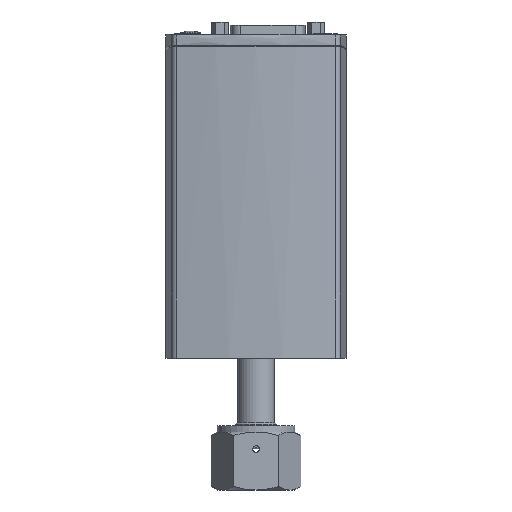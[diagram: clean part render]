
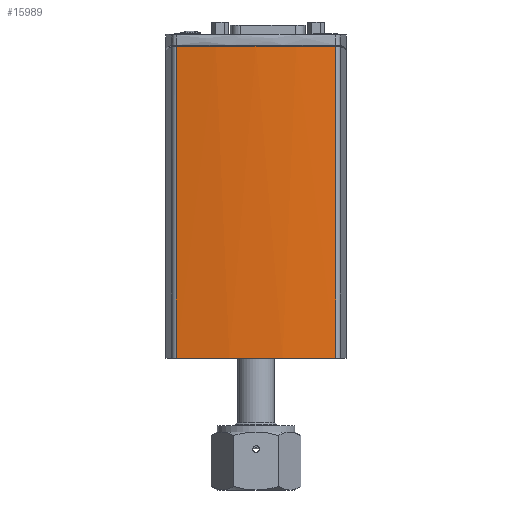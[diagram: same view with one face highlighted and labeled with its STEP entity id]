
A CAD part, left-side view. The second image highlights one B-rep face of the part: STEP entity #15989.
In plain terms, the highlighted cylindrical face has radius 170 mm (diameter 340 mm), a partial arc.
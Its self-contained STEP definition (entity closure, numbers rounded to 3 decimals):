
#560=B_SPLINE_CURVE_WITH_KNOTS('',3,(#30733,#30734,#30735,#30736,#30737,
#30738),.UNSPECIFIED.,.F.,.F.,(4,2,4),(3.561,5.341,
6.145),.UNSPECIFIED.);
#561=B_SPLINE_CURVE_WITH_KNOTS('',3,(#30745,#30746,#30747,#30748,#30749,
#30750),.UNSPECIFIED.,.F.,.F.,(4,2,4),(0.977,1.78,
3.561),.UNSPECIFIED.);
#1406=LINE('',#30740,#2496);
#1407=LINE('',#30744,#2497);
#2496=VECTOR('',#20508,108.186);
#2497=VECTOR('',#20511,108.186);
#3969=FACE_OUTER_BOUND('',#5004,.T.);
#5004=EDGE_LOOP('',(#12366,#12367,#12368,#12369,#12370));
#5864=CIRCLE('',#17298,170.);
#7002=VERTEX_POINT('',#30731);
#7003=VERTEX_POINT('',#30732);
#7004=VERTEX_POINT('',#30739);
#7005=VERTEX_POINT('',#30741);
#7006=VERTEX_POINT('',#30743);
#8878=EDGE_CURVE('',#7002,#7003,#560,.T.);
#8879=EDGE_CURVE('',#7004,#7003,#1406,.T.);
#8880=EDGE_CURVE('',#7005,#7004,#5864,.T.);
#8881=EDGE_CURVE('',#7005,#7006,#1407,.T.);
#8882=EDGE_CURVE('',#7006,#7002,#561,.T.);
#12366=ORIENTED_EDGE('',*,*,#8878,.T.);
#12367=ORIENTED_EDGE('',*,*,#8879,.F.);
#12368=ORIENTED_EDGE('',*,*,#8880,.F.);
#12369=ORIENTED_EDGE('',*,*,#8881,.T.);
#12370=ORIENTED_EDGE('',*,*,#8882,.T.);
#14399=CYLINDRICAL_SURFACE('',#17297,170.);
#15989=ADVANCED_FACE('',(#3969),#14399,.T.);
#17297=AXIS2_PLACEMENT_3D('',#30730,#20506,#20507);
#17298=AXIS2_PLACEMENT_3D('',#30742,#20509,#20510);
#20506=DIRECTION('center_axis',(0.,0.,
1.));
#20507=DIRECTION('ref_axis',(1.,0.,0.));
#20508=DIRECTION('',(0.,0.,1.));
#20509=DIRECTION('center_axis',(0.,0.,
-1.));
#20510=DIRECTION('ref_axis',(1.,0.,0.));
#20511=DIRECTION('',(0.,0.,1.));
#30730=CARTESIAN_POINT('Origin',(138.5,0.,
9.));
#30731=CARTESIAN_POINT('',(-31.5,0.,117.2));
#30732=CARTESIAN_POINT('',(-29.245,27.596,117.186));
#30733=CARTESIAN_POINT('Ctrl Pts',(-31.5,0.,
117.2));
#30734=CARTESIAN_POINT('Ctrl Pts',(-31.5,5.934,117.2));
#30735=CARTESIAN_POINT('Ctrl Pts',(-31.169,12.447,117.201));
#30736=CARTESIAN_POINT('Ctrl Pts',(-30.117,21.836,117.195));
#30737=CARTESIAN_POINT('Ctrl Pts',(-29.714,24.748,117.192));
#30738=CARTESIAN_POINT('Ctrl Pts',(-29.245,27.596,117.186));
#30739=CARTESIAN_POINT('',(-29.245,27.596,9.));
#30740=CARTESIAN_POINT('',(-29.245,27.596,9.));
#30741=CARTESIAN_POINT('',(-29.245,-27.596,9.));
#30742=CARTESIAN_POINT('Origin',(138.5,0.,
9.));
#30743=CARTESIAN_POINT('',(-29.245,-27.596,117.186));
#30744=CARTESIAN_POINT('',(-29.245,-27.596,9.));
#30745=CARTESIAN_POINT('Ctrl Pts',(-29.245,-27.596,117.186));
#30746=CARTESIAN_POINT('Ctrl Pts',(-29.714,-24.748,117.192));
#30747=CARTESIAN_POINT('Ctrl Pts',(-30.117,-21.836,
117.195));
#30748=CARTESIAN_POINT('Ctrl Pts',(-31.169,-12.447,
117.201));
#30749=CARTESIAN_POINT('Ctrl Pts',(-31.5,-5.934,
117.2));
#30750=CARTESIAN_POINT('Ctrl Pts',(-31.5,0.,
117.2));
